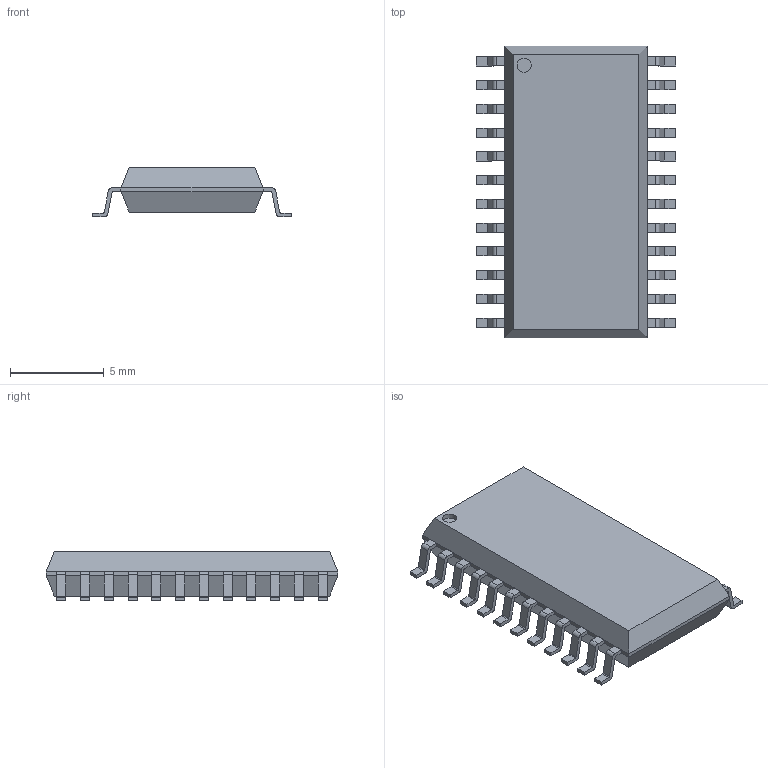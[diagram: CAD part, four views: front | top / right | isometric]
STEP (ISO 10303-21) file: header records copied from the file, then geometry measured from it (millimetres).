
FILE_DESCRIPTION(/* description */ (''),/* implementation_level */ '2;1');
FILE_NAME(/* name */ 'MAX7219-SOIC-3D v3.step',/* time_stamp */ '2026-02-15T11:43:56+01:00',/* author */ (''),/* organization */ (''),/* preprocessor_version */ 'ST-DEVELOPER v20.1',/* originating_system */ 'Autodesk Translation Framework v14.10.0.0',/* authorisation */ '');
FILE_SCHEMA (('AUTOMOTIVE_DESIGN { 1 0 10303 214 3 1 1 }'));
Length unit declared in the file: millimetre
Products named in the file (2): MAX7219-SOIC-3D; Model
Assembly tree (1 placements, depth 2):
  MAX7219-SOIC-3D
    Model
Bounding box: 10.65 x 15.6 x 2.65 mm (x, y, z)
Volume: 268.8 mm3; surface area: 404.3 mm2
Topology: 25 solids, 25 shells, 352 faces, 895 edges, 594 vertices
Faces by surface type: plane 255, cylinder 97
Full cylindrical faces by diameter (mm): 0.76 x1
Entity records: 10612 total; most frequent: CARTESIAN_POINT 1844, DIRECTION 1799, ORIENTED_EDGE 1790, EDGE_CURVE 895, LINE 701, VECTOR 701, VERTEX_POINT 594, AXIS2_PLACEMENT_3D 549
